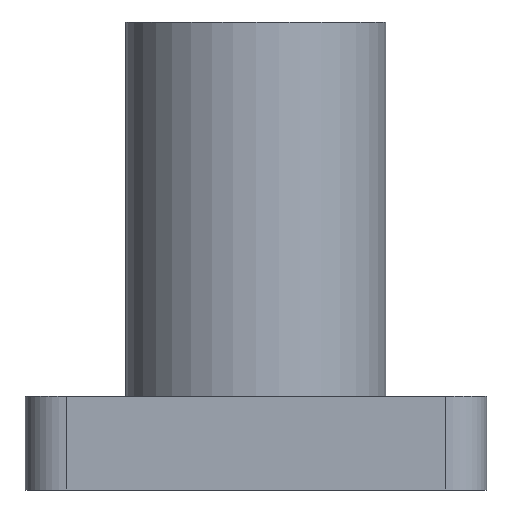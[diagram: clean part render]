
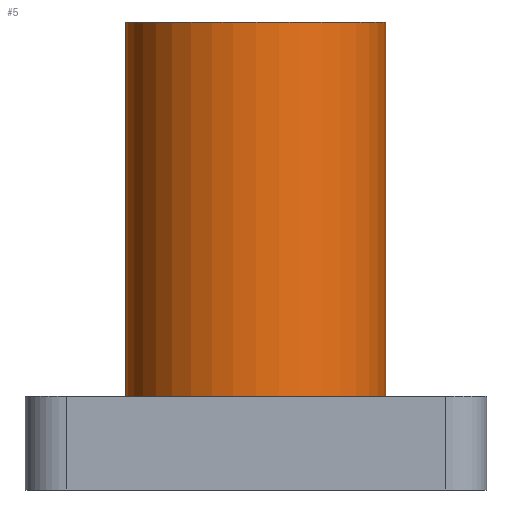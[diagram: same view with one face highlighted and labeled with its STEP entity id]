
A CAD part, front view. The second image highlights one B-rep face of the part: STEP entity #5.
In plain terms, the highlighted cylindrical face has radius 6.35 mm (diameter 12.7 mm), a partial arc.
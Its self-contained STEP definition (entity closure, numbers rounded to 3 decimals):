
#1 = CARTESIAN_POINT ( 'NONE',  ( 0., 0., 4.57 ) ) ;
#2 = DIRECTION ( 'NONE',  ( -1., 0., 0. ) ) ;
#5 = ADVANCED_FACE ( 'NONE', ( #175 ), #231, .T. ) ;
#21 = ORIENTED_EDGE ( 'NONE', *, *, #292, .F. ) ;
#44 = ORIENTED_EDGE ( 'NONE', *, *, #551, .T. ) ;
#49 = DIRECTION ( 'NONE',  ( 0., 0., -1. ) ) ;
#71 = DIRECTION ( 'NONE',  ( 0., 0., -1. ) ) ;
#98 = ORIENTED_EDGE ( 'NONE', *, *, #354, .T. ) ;
#102 = CARTESIAN_POINT ( 'NONE',  ( -6.35, 0., 63.681 ) ) ;
#114 = CARTESIAN_POINT ( 'NONE',  ( 0., 0., 63.681 ) ) ;
#135 = VERTEX_POINT ( 'NONE', #297 ) ;
#152 = DIRECTION ( 'NONE',  ( -1., 0., 0. ) ) ;
#163 = DIRECTION ( 'NONE',  ( 0., 0., -1. ) ) ;
#175 = FACE_OUTER_BOUND ( 'NONE', #276, .T. ) ;
#215 = VERTEX_POINT ( 'NONE', #330 ) ;
#231 = CYLINDRICAL_SURFACE ( 'NONE', #720, 6.35 ) ;
#234 = AXIS2_PLACEMENT_3D ( 'NONE', #1, #669, #581 ) ;
#272 = CARTESIAN_POINT ( 'NONE',  ( 0., 0., 22.86 ) ) ;
#276 = EDGE_LOOP ( 'NONE', ( #21, #98, #474, #44 ) ) ;
#281 = AXIS2_PLACEMENT_3D ( 'NONE', #272, #163, #152 ) ;
#292 = EDGE_CURVE ( 'NONE', #135, #215, #431, .T. ) ;
#297 = CARTESIAN_POINT ( 'NONE',  ( 6.35, 0., 22.86 ) ) ;
#320 = EDGE_CURVE ( 'NONE', #490, #326, #321, .T. ) ;
#321 = LINE ( 'NONE', #102, #382 ) ;
#326 = VERTEX_POINT ( 'NONE', #713 ) ;
#330 = CARTESIAN_POINT ( 'NONE',  ( 6.35, 0., 4.57 ) ) ;
#348 = CIRCLE ( 'NONE', #234, 6.35 ) ;
#354 = EDGE_CURVE ( 'NONE', #135, #490, #499, .T. ) ;
#382 = VECTOR ( 'NONE', #538, 1000. ) ;
#388 = CARTESIAN_POINT ( 'NONE',  ( -6.35, 0., 22.86 ) ) ;
#431 = LINE ( 'NONE', #482, #601 ) ;
#474 = ORIENTED_EDGE ( 'NONE', *, *, #320, .T. ) ;
#482 = CARTESIAN_POINT ( 'NONE',  ( 6.35, 0., 63.681 ) ) ;
#490 = VERTEX_POINT ( 'NONE', #388 ) ;
#499 = CIRCLE ( 'NONE', #281, 6.35 ) ;
#538 = DIRECTION ( 'NONE',  ( 0., 0., -1. ) ) ;
#551 = EDGE_CURVE ( 'NONE', #326, #215, #348, .T. ) ;
#581 = DIRECTION ( 'NONE',  ( -1., 0., 0. ) ) ;
#601 = VECTOR ( 'NONE', #49, 1000. ) ;
#669 = DIRECTION ( 'NONE',  ( 0., 0., 1. ) ) ;
#713 = CARTESIAN_POINT ( 'NONE',  ( -6.35, 0., 4.57 ) ) ;
#720 = AXIS2_PLACEMENT_3D ( 'NONE', #114, #71, #2 ) ;
